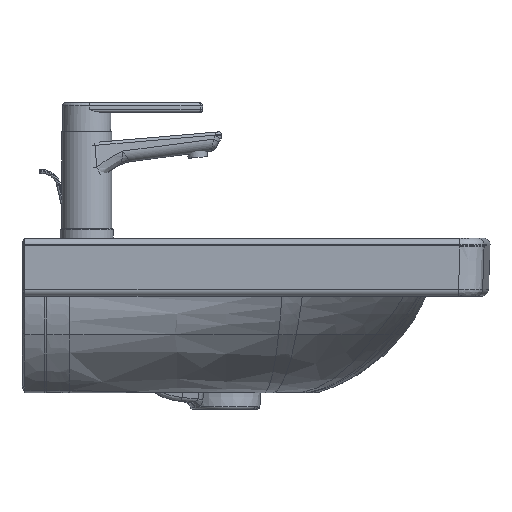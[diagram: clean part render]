
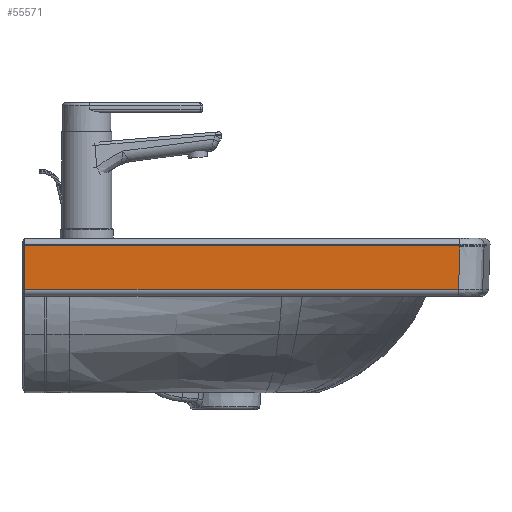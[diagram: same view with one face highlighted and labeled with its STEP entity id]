
A CAD part, front view. The second image highlights one B-rep face of the part: STEP entity #55571.
In plain terms, the highlighted planar face has unit normal (0, -0.999, -0.035).
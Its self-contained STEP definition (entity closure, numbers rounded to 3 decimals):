
#12542=CARTESIAN_POINT('',(453.169,-324.996,-8.122));
#12543=VERTEX_POINT('',#12542);
#12544=CARTESIAN_POINT('',(3.,-324.996,-8.122));
#12545=VERTEX_POINT('',#12544);
#12546=CARTESIAN_POINT('',(453.169,-324.996,-8.122));
#12547=DIRECTION('',(-1.0,0.0,0.0));
#12548=VECTOR('',#12547,450.169);
#12549=LINE('',#12546,#12548);
#12550=EDGE_CURVE('',#12543,#12545,#12549,.T.);
#12725=CARTESIAN_POINT('',(451.667,-323.424,-53.126));
#12726=VERTEX_POINT('',#12725);
#12727=CARTESIAN_POINT('',(453.169,-324.996,-8.122));
#12728=CARTESIAN_POINT('',(452.868,-324.681,-17.123));
#12729=CARTESIAN_POINT('',(452.568,-324.367,-26.124));
#12730=CARTESIAN_POINT('',(452.268,-324.053,-35.124));
#12731=CARTESIAN_POINT('',(451.967,-323.738,-44.125));
#12732=CARTESIAN_POINT('',(451.667,-323.424,-53.126));
#12733=B_SPLINE_CURVE_WITH_KNOTS('',5,(#12727,#12728,#12729,#12730,#12731,#12732),.UNSPECIFIED.,.F.,.U.,(6,6),(14.69,78.409),.UNSPECIFIED.);
#12734=EDGE_CURVE('',#12543,#12726,#12733,.T.);
#52630=CARTESIAN_POINT('',(451.423,-323.424,-53.126));
#52631=VERTEX_POINT('',#52630);
#52632=CARTESIAN_POINT('',(451.667,-323.424,-53.126));
#52633=CARTESIAN_POINT('',(451.618,-323.424,-53.126));
#52634=CARTESIAN_POINT('',(451.569,-323.424,-53.126));
#52635=CARTESIAN_POINT('',(451.521,-323.424,-53.126));
#52636=CARTESIAN_POINT('',(451.472,-323.424,-53.126));
#52637=CARTESIAN_POINT('',(451.423,-323.424,-53.126));
#52638=B_SPLINE_CURVE_WITH_KNOTS('',5,(#52632,#52633,#52634,#52635,#52636,#52637),.UNSPECIFIED.,.F.,.U.,(6,6),(347.034,347.381),.UNSPECIFIED.);
#52639=EDGE_CURVE('',#12726,#52631,#52638,.T.);
#52677=CARTESIAN_POINT('',(3.,-323.424,-53.126));
#52678=VERTEX_POINT('',#52677);
#52679=CARTESIAN_POINT('',(451.423,-323.424,-53.126));
#52680=DIRECTION('',(-1.0,0.0,0.0));
#52681=VECTOR('',#52680,448.423);
#52682=LINE('',#52679,#52681);
#52683=EDGE_CURVE('',#52631,#52678,#52682,.T.);
#55554=CARTESIAN_POINT('',(477.0,-325.0,-8.0));
#55555=DIRECTION('',(0.0,0.999,0.035));
#55556=DIRECTION('',(0.0,-0.035,0.999));
#55557=AXIS2_PLACEMENT_3D('',#55554,#55555,#55556);
#55558=PLANE('',#55557);
#55559=CARTESIAN_POINT('',(3.,-323.424,-53.126));
#55560=DIRECTION('',(0.0,-0.035,0.999));
#55561=VECTOR('',#55560,45.032);
#55562=LINE('',#55559,#55561);
#55563=EDGE_CURVE('',#12545,#52678,#55562,.F.);
#55564=ORIENTED_EDGE('',*,*,#55563,.T.);
#55565=ORIENTED_EDGE('',*,*,#52683,.F.);
#55566=ORIENTED_EDGE('',*,*,#52639,.F.);
#55567=ORIENTED_EDGE('',*,*,#12734,.F.);
#55568=ORIENTED_EDGE('',*,*,#12550,.T.);
#55569=EDGE_LOOP('',(#55564,#55565,#55566,#55567,#55568));
#55570=FACE_OUTER_BOUND('',#55569,.T.);
#55571=ADVANCED_FACE('',(#55570),#55558,.F.);
